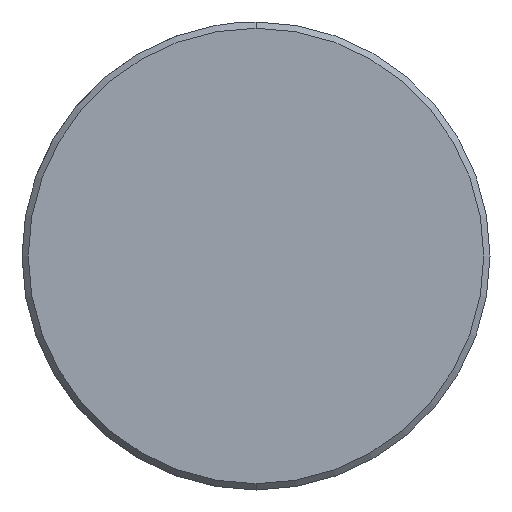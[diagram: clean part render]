
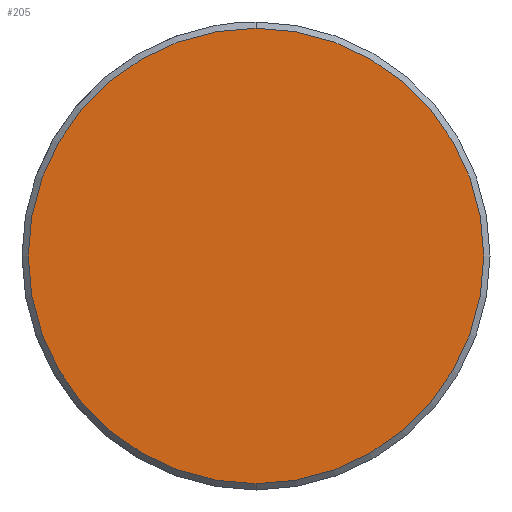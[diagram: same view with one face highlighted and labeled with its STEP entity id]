
A CAD part, front view. The second image highlights one B-rep face of the part: STEP entity #205.
In plain terms, the highlighted planar face has unit normal (0, -1, 0).
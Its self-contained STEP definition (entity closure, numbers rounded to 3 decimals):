
#160=AXIS2_PLACEMENT_3D('Circle Axis2P3D',#158,#159,$) ;
#186=AXIS2_PLACEMENT_3D('Circle Axis2P3D',#184,#185,$) ;
#199=AXIS2_PLACEMENT_3D('Plane Axis2P3D',#196,#197,#198) ;
#158=CARTESIAN_POINT('Axis2P3D Location',(0.,0.,0.)) ;
#162=CARTESIAN_POINT('Vertex',(0.,0.,-4.636)) ;
#164=CARTESIAN_POINT('Vertex',(0.,0.,4.636)) ;
#184=CARTESIAN_POINT('Axis2P3D Location',(0.,0.,0.)) ;
#196=CARTESIAN_POINT('Axis2P3D Location',(0.,0.,0.)) ;
#159=DIRECTION('Axis2P3D Direction',(-0.,1.,0.)) ;
#185=DIRECTION('Axis2P3D Direction',(-0.,1.,0.)) ;
#197=DIRECTION('Axis2P3D Direction',(0.,1.,0.)) ;
#198=DIRECTION('Axis2P3D XDirection',(0.,0.,1.)) ;
#202=ORIENTED_EDGE('',*,*,#188,.T.) ;
#203=ORIENTED_EDGE('',*,*,#166,.T.) ;
#205=ADVANCED_FACE('Chamfer1',(#204),#200,.F.) ;
#161=CIRCLE('generated circle',#160,4.636) ;
#187=CIRCLE('generated circle',#186,4.636) ;
#166=EDGE_CURVE('',#163,#165,#161,.F.) ;
#188=EDGE_CURVE('',#165,#163,#187,.F.) ;
#201=EDGE_LOOP('',(#202,#203)) ;
#204=FACE_OUTER_BOUND('',#201,.T.) ;
#200=PLANE('',#199) ;
#163=VERTEX_POINT('',#162) ;
#165=VERTEX_POINT('',#164) ;
